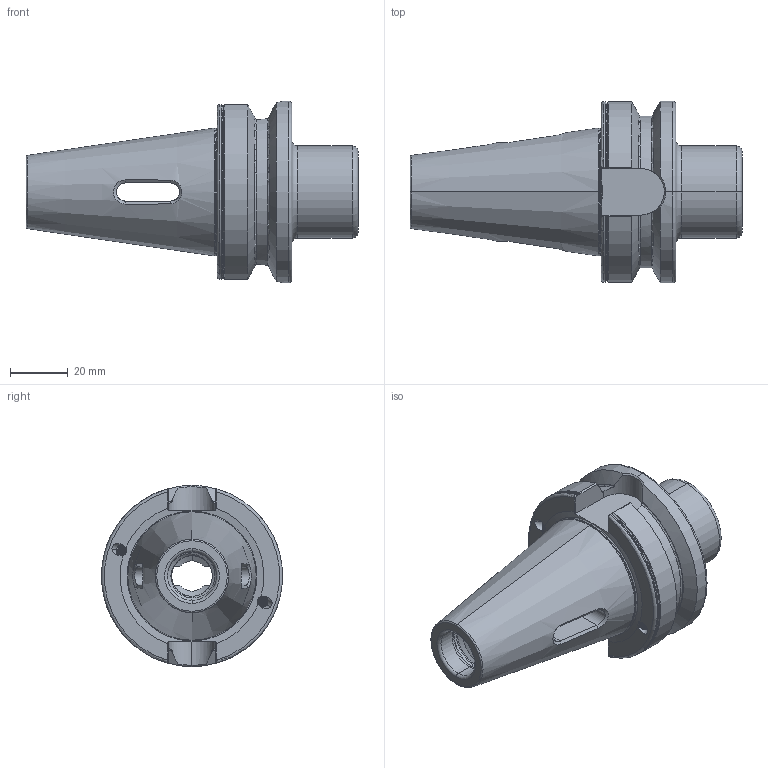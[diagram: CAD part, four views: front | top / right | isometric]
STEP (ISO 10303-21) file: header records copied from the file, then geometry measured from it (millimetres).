
FILE_DESCRIPTION (( 'STEP AP203' ), '1' );
FILE_NAME ('DC.406.07.02.STEP', '2017-10-18T08:11:31', ( '' ), ( '' ), 'SwSTEP 2.0', 'SolidWorks 2012', '' );
FILE_SCHEMA (( 'CONFIG_CONTROL_DESIGN' ));
Length unit declared in the file: millimetre
Products named in the file (1): DC.406.07.02
Bounding box: 115.4 x 63 x 63 mm (x, y, z)
Volume: 126885 mm3; surface area: 28447.4 mm2
Topology: 1 solids, 1 shells, 210 faces, 571 edges, 361 vertices
Faces by surface type: cylinder 86, torus 37, plane 37, cone 30, bspline 20
Entity records: 13467 total; most frequent: CARTESIAN_POINT 8642, ORIENTED_EDGE 1142, DIRECTION 851, EDGE_CURVE 571, VERTEX_POINT 361, AXIS2_PLACEMENT_3D 345, EDGE_LOOP 218, ADVANCED_FACE 210
